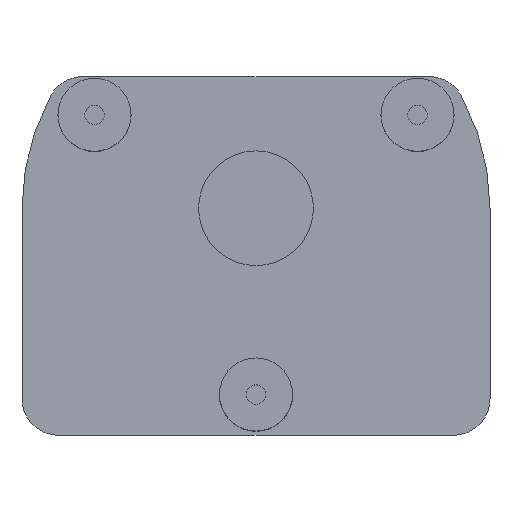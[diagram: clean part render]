
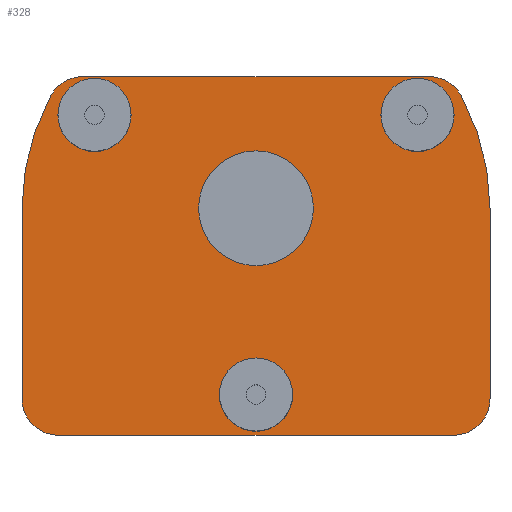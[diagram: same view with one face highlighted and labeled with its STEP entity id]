
A CAD part, top view. The second image highlights one B-rep face of the part: STEP entity #328.
In plain terms, the highlighted planar face has unit normal (0, 0, 1).
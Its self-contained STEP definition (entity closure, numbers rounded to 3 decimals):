
#32 = VERTEX_POINT('',#33);
#33 = CARTESIAN_POINT('',(-27.,-31.05,2.5));
#39 = EDGE_CURVE('',#32,#40,#42,.T.);
#40 = VERTEX_POINT('',#41);
#41 = CARTESIAN_POINT('',(27.,-31.05,2.5));
#42 = LINE('',#43,#44);
#43 = CARTESIAN_POINT('',(-32.,-31.05,2.5));
#44 = VECTOR('',#45,1.);
#45 = DIRECTION('',(1.,0.,0.));
#284 = VERTEX_POINT('',#285);
#285 = CARTESIAN_POINT('',(-32.,-26.05,2.5));
#291 = EDGE_CURVE('',#32,#284,#292,.T.);
#292 = CIRCLE('',#293,5.);
#293 = AXIS2_PLACEMENT_3D('',#294,#295,#296);
#294 = CARTESIAN_POINT('',(-27.,-26.05,2.5));
#295 = DIRECTION('',(-0.,-0.,-1.));
#296 = DIRECTION('',(0.,-1.,0.));
#309 = VERTEX_POINT('',#310);
#310 = CARTESIAN_POINT('',(32.,-26.05,2.5));
#316 = EDGE_CURVE('',#40,#309,#317,.T.);
#317 = CIRCLE('',#318,5.);
#318 = AXIS2_PLACEMENT_3D('',#319,#320,#321);
#319 = CARTESIAN_POINT('',(27.,-26.05,2.5));
#320 = DIRECTION('',(-0.,0.,1.));
#321 = DIRECTION('',(0.,-1.,0.));
#328 = ADVANCED_FACE('',(#329,#392,#403,#414,#425),#436,.T.);
#329 = FACE_BOUND('',#330,.T.);
#330 = EDGE_LOOP('',(#331,#332,#333,#341,#350,#359,#367,#376,#385,#391)
  );
#331 = ORIENTED_EDGE('',*,*,#39,.T.);
#332 = ORIENTED_EDGE('',*,*,#316,.T.);
#333 = ORIENTED_EDGE('',*,*,#334,.F.);
#334 = EDGE_CURVE('',#335,#309,#337,.T.);
#335 = VERTEX_POINT('',#336);
#336 = CARTESIAN_POINT('',(32.,0.,2.5));
#337 = LINE('',#338,#339);
#338 = CARTESIAN_POINT('',(32.,0.,2.5));
#339 = VECTOR('',#340,1.);
#340 = DIRECTION('',(0.,-1.,0.));
#341 = ORIENTED_EDGE('',*,*,#342,.T.);
#342 = EDGE_CURVE('',#335,#343,#345,.T.);
#343 = VERTEX_POINT('',#344);
#344 = CARTESIAN_POINT('',(28.047,15.407,2.5));
#345 = CIRCLE('',#346,32.);
#346 = AXIS2_PLACEMENT_3D('',#347,#348,#349);
#347 = CARTESIAN_POINT('',(0.,0.,2.5));
#348 = DIRECTION('',(0.,0.,1.));
#349 = DIRECTION('',(1.,0.,0.));
#350 = ORIENTED_EDGE('',*,*,#351,.F.);
#351 = EDGE_CURVE('',#352,#343,#354,.T.);
#352 = VERTEX_POINT('',#353);
#353 = CARTESIAN_POINT('',(23.664,18.,2.5));
#354 = CIRCLE('',#355,5.);
#355 = AXIS2_PLACEMENT_3D('',#356,#357,#358);
#356 = CARTESIAN_POINT('',(23.664,13.,2.5));
#357 = DIRECTION('',(-0.,-0.,-1.));
#358 = DIRECTION('',(0.,-1.,0.));
#359 = ORIENTED_EDGE('',*,*,#360,.T.);
#360 = EDGE_CURVE('',#352,#361,#363,.T.);
#361 = VERTEX_POINT('',#362);
#362 = CARTESIAN_POINT('',(-23.664,18.,2.5));
#363 = LINE('',#364,#365);
#364 = CARTESIAN_POINT('',(26.458,18.,2.5));
#365 = VECTOR('',#366,1.);
#366 = DIRECTION('',(-1.,0.,0.));
#367 = ORIENTED_EDGE('',*,*,#368,.F.);
#368 = EDGE_CURVE('',#369,#361,#371,.T.);
#369 = VERTEX_POINT('',#370);
#370 = CARTESIAN_POINT('',(-28.047,15.407,2.5));
#371 = CIRCLE('',#372,5.);
#372 = AXIS2_PLACEMENT_3D('',#373,#374,#375);
#373 = CARTESIAN_POINT('',(-23.664,13.,2.5));
#374 = DIRECTION('',(-0.,-0.,-1.));
#375 = DIRECTION('',(0.,-1.,0.));
#376 = ORIENTED_EDGE('',*,*,#377,.T.);
#377 = EDGE_CURVE('',#369,#378,#380,.T.);
#378 = VERTEX_POINT('',#379);
#379 = CARTESIAN_POINT('',(-32.,0.,2.5));
#380 = CIRCLE('',#381,32.);
#381 = AXIS2_PLACEMENT_3D('',#382,#383,#384);
#382 = CARTESIAN_POINT('',(0.,0.,2.5));
#383 = DIRECTION('',(0.,0.,1.));
#384 = DIRECTION('',(1.,0.,0.));
#385 = ORIENTED_EDGE('',*,*,#386,.T.);
#386 = EDGE_CURVE('',#378,#284,#387,.T.);
#387 = LINE('',#388,#389);
#388 = CARTESIAN_POINT('',(-32.,0.,2.5));
#389 = VECTOR('',#390,1.);
#390 = DIRECTION('',(0.,-1.,0.));
#391 = ORIENTED_EDGE('',*,*,#291,.F.);
#392 = FACE_BOUND('',#393,.T.);
#393 = EDGE_LOOP('',(#394));
#394 = ORIENTED_EDGE('',*,*,#395,.F.);
#395 = EDGE_CURVE('',#396,#396,#398,.T.);
#396 = VERTEX_POINT('',#397);
#397 = CARTESIAN_POINT('',(-17.084,12.75,2.5));
#398 = CIRCLE('',#399,5.);
#399 = AXIS2_PLACEMENT_3D('',#400,#401,#402);
#400 = CARTESIAN_POINT('',(-22.084,12.75,2.5));
#401 = DIRECTION('',(0.,0.,1.));
#402 = DIRECTION('',(1.,0.,0.));
#403 = FACE_BOUND('',#404,.T.);
#404 = EDGE_LOOP('',(#405));
#405 = ORIENTED_EDGE('',*,*,#406,.F.);
#406 = EDGE_CURVE('',#407,#407,#409,.T.);
#407 = VERTEX_POINT('',#408);
#408 = CARTESIAN_POINT('',(7.85,0.,2.5));
#409 = CIRCLE('',#410,7.85);
#410 = AXIS2_PLACEMENT_3D('',#411,#412,#413);
#411 = CARTESIAN_POINT('',(0.,0.,2.5));
#412 = DIRECTION('',(0.,0.,1.));
#413 = DIRECTION('',(1.,0.,0.));
#414 = FACE_BOUND('',#415,.T.);
#415 = EDGE_LOOP('',(#416));
#416 = ORIENTED_EDGE('',*,*,#417,.F.);
#417 = EDGE_CURVE('',#418,#418,#420,.T.);
#418 = VERTEX_POINT('',#419);
#419 = CARTESIAN_POINT('',(27.084,12.75,2.5));
#420 = CIRCLE('',#421,5.);
#421 = AXIS2_PLACEMENT_3D('',#422,#423,#424);
#422 = CARTESIAN_POINT('',(22.084,12.75,2.5));
#423 = DIRECTION('',(0.,0.,1.));
#424 = DIRECTION('',(1.,0.,0.));
#425 = FACE_BOUND('',#426,.T.);
#426 = EDGE_LOOP('',(#427));
#427 = ORIENTED_EDGE('',*,*,#428,.F.);
#428 = EDGE_CURVE('',#429,#429,#431,.T.);
#429 = VERTEX_POINT('',#430);
#430 = CARTESIAN_POINT('',(5.,-25.5,2.5));
#431 = CIRCLE('',#432,5.);
#432 = AXIS2_PLACEMENT_3D('',#433,#434,#435);
#433 = CARTESIAN_POINT('',(0.,-25.5,2.5));
#434 = DIRECTION('',(0.,0.,1.));
#435 = DIRECTION('',(1.,0.,0.));
#436 = PLANE('',#437);
#437 = AXIS2_PLACEMENT_3D('',#438,#439,#440);
#438 = CARTESIAN_POINT('',(0.,-7.578,2.5));
#439 = DIRECTION('',(0.,0.,1.));
#440 = DIRECTION('',(1.,0.,0.));
